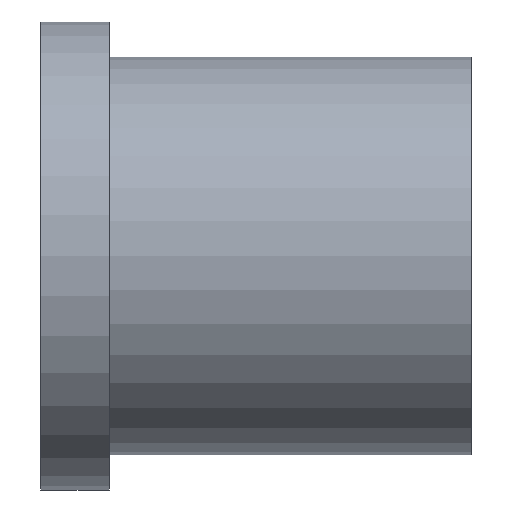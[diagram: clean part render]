
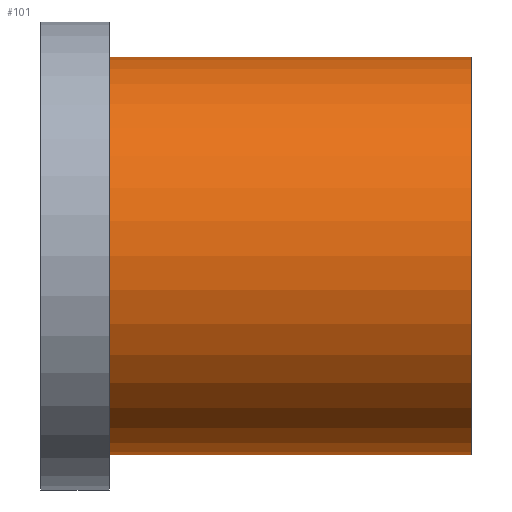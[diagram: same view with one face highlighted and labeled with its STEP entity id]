
A CAD part, top view. The second image highlights one B-rep face of the part: STEP entity #101.
In plain terms, the highlighted cylindrical face has radius 90 mm (diameter 180 mm), a full revolution.
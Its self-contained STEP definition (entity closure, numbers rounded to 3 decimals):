
#60=CARTESIAN_POINT('',(31.,90.,0.));
#61=VERTEX_POINT('',#60);
#62=CARTESIAN_POINT('',(31.,0.,0.));
#63=DIRECTION('',(1.,0.,0.));
#64=DIRECTION('',(0.,1.,0.));
#65=AXIS2_PLACEMENT_3D('',#62,#63,#64);
#66=CIRCLE('',#65,90.);
#67=EDGE_CURVE('',#61,#61,#66,.T.);
#77=CARTESIAN_POINT('',(195.,90.,0.));
#78=VERTEX_POINT('',#77);
#79=CARTESIAN_POINT('',(195.,0.,0.));
#80=DIRECTION('',(1.,0.,0.));
#81=DIRECTION('',(0.,1.,0.));
#82=AXIS2_PLACEMENT_3D('',#79,#80,#81);
#83=CIRCLE('',#82,90.);
#84=EDGE_CURVE('',#78,#78,#83,.T.);
#85=ORIENTED_EDGE('',*,*,#84,.F.);
#86=CARTESIAN_POINT('',(128.,90.,0.));
#87=DIRECTION('',(1.,0.,0.));
#88=VECTOR('',#87,90.);
#89=LINE('',#86,#88);
#90=EDGE_CURVE('',#61,#78,#89,.T.);
#91=ORIENTED_EDGE('',*,*,#90,.F.);
#92=ORIENTED_EDGE('',*,*,#67,.T.);
#93=ORIENTED_EDGE('',*,*,#90,.T.);
#94=EDGE_LOOP('',(#85,#91,#92,#93));
#95=FACE_OUTER_BOUND('',#94,.T.);
#96=CARTESIAN_POINT('',(128.,0.,0.));
#97=DIRECTION('',(1.,0.,0.));
#98=DIRECTION('',(0.,1.,0.));
#99=AXIS2_PLACEMENT_3D('',#96,#97,#98);
#100=CYLINDRICAL_SURFACE('',#99,90.);
#101=ADVANCED_FACE('',(#95),#100,.T.);
